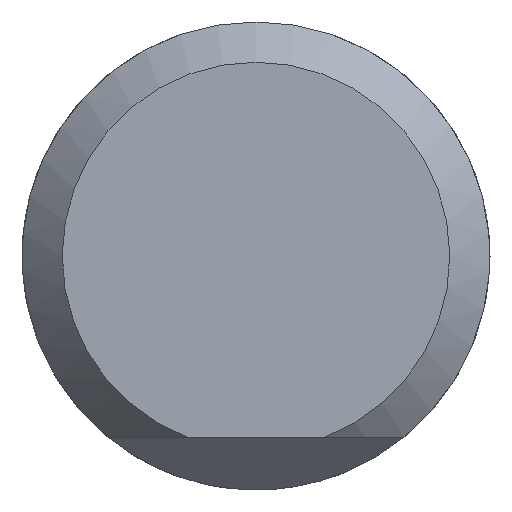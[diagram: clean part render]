
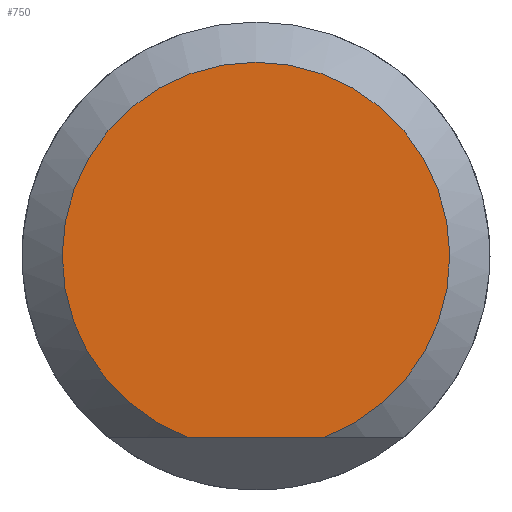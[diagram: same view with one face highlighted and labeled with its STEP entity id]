
A CAD part, left-side view. The second image highlights one B-rep face of the part: STEP entity #750.
In plain terms, the highlighted planar face has unit normal (-1, 0, 0).
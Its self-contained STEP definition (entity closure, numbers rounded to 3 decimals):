
#72 = PLANE ( 'NONE',  #2460 ) ;
#281 = CARTESIAN_POINT ( 'NONE',  ( 0., 0., 0. ) ) ;
#297 = EDGE_CURVE ( 'NONE', #1918, #2200, #2542, .T. ) ;
#298 = VECTOR ( 'NONE', #370, 1000. ) ;
#368 = AXIS2_PLACEMENT_3D ( 'NONE', #281, #2169, #3409 ) ;
#370 = DIRECTION ( 'NONE',  ( 0., 1., 0. ) ) ;
#470 = EDGE_CURVE ( 'NONE', #1918, #2200, #2997, .T. ) ;
#609 = ORIENTED_EDGE ( 'NONE', *, *, #297, .T. ) ;
#750 = ADVANCED_FACE ( 'NONE', ( #1249 ), #72, .F. ) ;
#979 = DIRECTION ( 'NONE',  ( 1., 0., 0. ) ) ;
#1140 = EDGE_LOOP ( 'NONE', ( #609, #1725 ) ) ;
#1249 = FACE_OUTER_BOUND ( 'NONE', #1140, .T. ) ;
#1256 = CARTESIAN_POINT ( 'NONE',  ( 0., 2.335, -6.2 ) ) ;
#1324 = CARTESIAN_POINT ( 'NONE',  ( 0., 0., 0. ) ) ;
#1725 = ORIENTED_EDGE ( 'NONE', *, *, #470, .F. ) ;
#1918 = VERTEX_POINT ( 'NONE', #3797 ) ;
#1953 = CARTESIAN_POINT ( 'NONE',  ( 0., -8.025, -6.2 ) ) ;
#2169 = DIRECTION ( 'NONE',  ( -1., 0., 0. ) ) ;
#2200 = VERTEX_POINT ( 'NONE', #1256 ) ;
#2281 = DIRECTION ( 'NONE',  ( 0., 0., -1. ) ) ;
#2460 = AXIS2_PLACEMENT_3D ( 'NONE', #1324, #979, #2281 ) ;
#2542 = CIRCLE ( 'NONE', #368, 6.625 ) ;
#2997 = LINE ( 'NONE', #1953, #298 ) ;
#3409 = DIRECTION ( 'NONE',  ( 0., 0., 1. ) ) ;
#3797 = CARTESIAN_POINT ( 'NONE',  ( 0., -2.335, -6.2 ) ) ;
